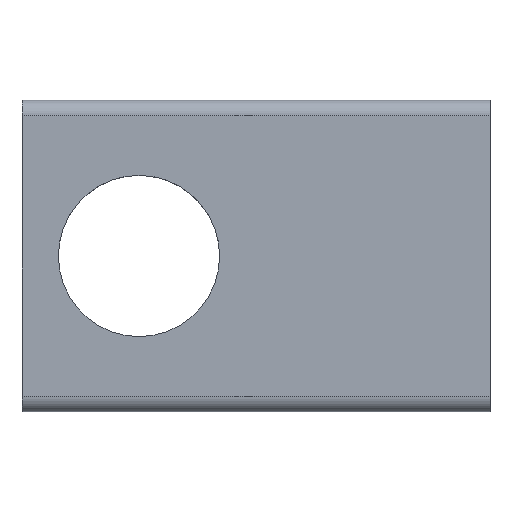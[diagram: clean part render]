
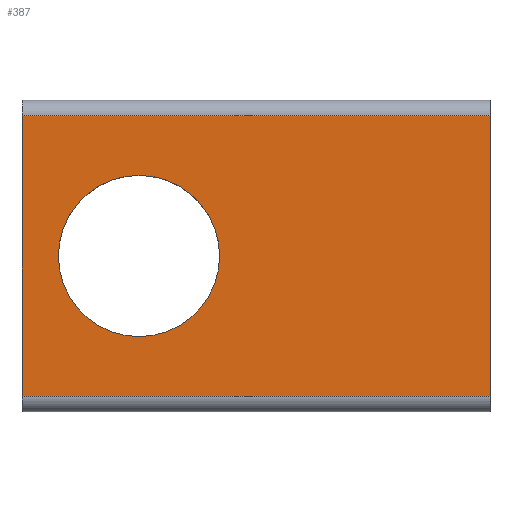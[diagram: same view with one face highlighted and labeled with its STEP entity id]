
A CAD part, top view. The second image highlights one B-rep face of the part: STEP entity #387.
In plain terms, the highlighted planar face has unit normal (0, 0, 1).
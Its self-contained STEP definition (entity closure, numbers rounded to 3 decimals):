
#15=FACE_BOUND('',#49,.T.);
#18=PLANE('',#435);
#28=FACE_OUTER_BOUND('',#48,.T.);
#48=EDGE_LOOP('',(#267,#268,#269,#270));
#49=EDGE_LOOP('',(#271));
#83=LINE('',#679,#105);
#87=LINE('',#689,#109);
#88=LINE('',#691,#110);
#89=LINE('',#692,#111);
#105=VECTOR('',#492,1000.);
#109=VECTOR('',#502,1000.);
#110=VECTOR('',#503,1000.);
#111=VECTOR('',#504,1000.);
#122=CIRCLE('',#424,2.067);
#144=VERTEX_POINT('',#575);
#160=VERTEX_POINT('',#676);
#161=VERTEX_POINT('',#678);
#164=VERTEX_POINT('',#688);
#165=VERTEX_POINT('',#690);
#182=EDGE_CURVE('',#144,#144,#122,.T.);
#201=EDGE_CURVE('',#161,#160,#83,.T.);
#206=EDGE_CURVE('',#164,#160,#87,.T.);
#207=EDGE_CURVE('',#165,#164,#88,.T.);
#208=EDGE_CURVE('',#165,#161,#89,.T.);
#267=ORIENTED_EDGE('',*,*,#206,.F.);
#268=ORIENTED_EDGE('',*,*,#207,.F.);
#269=ORIENTED_EDGE('',*,*,#208,.T.);
#270=ORIENTED_EDGE('',*,*,#201,.T.);
#271=ORIENTED_EDGE('',*,*,#182,.F.);
#387=ADVANCED_FACE('',(#28,#15),#18,.T.);
#424=AXIS2_PLACEMENT_3D('',#576,#469,#470);
#435=AXIS2_PLACEMENT_3D('',#687,#500,#501);
#469=DIRECTION('center_axis',(0.,0.,1.));
#470=DIRECTION('ref_axis',(1.,0.,0.));
#492=DIRECTION('',(1.,0.,0.));
#500=DIRECTION('center_axis',(0.,0.,1.));
#501=DIRECTION('ref_axis',(1.,0.,0.));
#502=DIRECTION('',(0.,-1.,0.));
#503=DIRECTION('',(1.,0.,0.));
#504=DIRECTION('',(0.,-1.,0.));
#575=CARTESIAN_POINT('',(-2.067,0.,0.));
#576=CARTESIAN_POINT('Origin',(0.,0.,0.));
#676=CARTESIAN_POINT('',(9.,-3.598,0.));
#678=CARTESIAN_POINT('',(-3.,-3.598,0.));
#679=CARTESIAN_POINT('',(-3.,-3.598,0.));
#687=CARTESIAN_POINT('Origin',(-3.,3.598,0.));
#688=CARTESIAN_POINT('',(9.,3.598,0.));
#689=CARTESIAN_POINT('',(9.,3.598,0.));
#690=CARTESIAN_POINT('',(-3.,3.598,0.));
#691=CARTESIAN_POINT('',(-3.,3.598,0.));
#692=CARTESIAN_POINT('',(-3.,3.598,0.));
